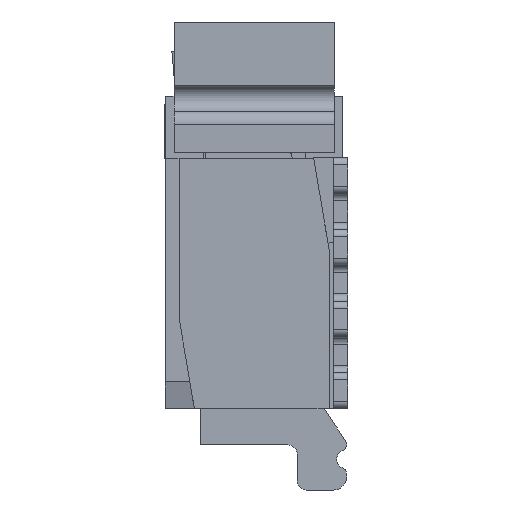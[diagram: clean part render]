
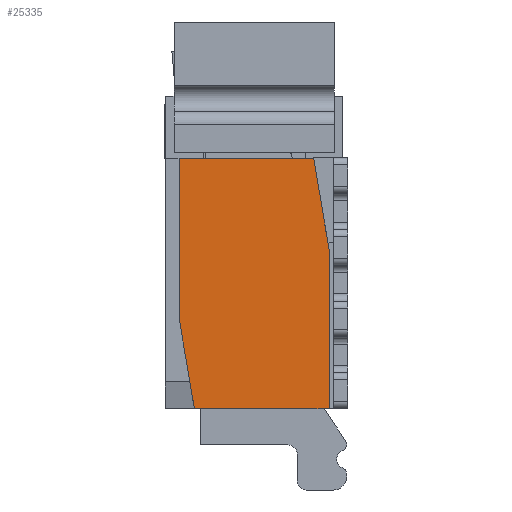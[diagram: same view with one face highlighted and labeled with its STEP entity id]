
A CAD part, left-side view. The second image highlights one B-rep face of the part: STEP entity #25335.
In plain terms, the highlighted planar face has unit normal (-1, 0, 0).
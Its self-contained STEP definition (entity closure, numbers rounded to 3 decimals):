
#132=DIRECTION('',(0.,1.,0.));
#133=VECTOR('',#132,1.885);
#134=CARTESIAN_POINT('',(-12.56,-0.835,-0.87));
#135=LINE('',#134,#133);
#9424=DIRECTION('',(0.,0.167,0.986));
#9425=VECTOR('',#9424,1.288);
#9426=CARTESIAN_POINT('',(-12.56,0.835,-4.37));
#9427=LINE('',#9426,#9425);
#9428=DIRECTION('',(0.,0.,-1.));
#9429=VECTOR('',#9428,2.23);
#9430=CARTESIAN_POINT('',(-12.56,1.05,-0.87));
#9431=LINE('',#9430,#9429);
#9432=DIRECTION('',(0.,-0.167,-0.986));
#9433=VECTOR('',#9432,1.288);
#9434=CARTESIAN_POINT('',(-12.56,-0.835,-0.87));
#9435=LINE('',#9434,#9433);
#9436=DIRECTION('',(0.,0.,-1.));
#9437=VECTOR('',#9436,2.23);
#9438=CARTESIAN_POINT('',(-12.56,-1.05,-2.14));
#9439=LINE('',#9438,#9437);
#9440=DIRECTION('',(0.,1.,0.));
#9441=VECTOR('',#9440,1.885);
#9442=CARTESIAN_POINT('',(-12.56,-1.05,-4.37));
#9443=LINE('',#9442,#9441);
#9541=CARTESIAN_POINT('',(-12.56,1.05,-0.87));
#9543=VERTEX_POINT('',#9541);
#9556=CARTESIAN_POINT('',(-12.56,-1.05,-4.37));
#9557=VERTEX_POINT('',#9556);
#10010=CARTESIAN_POINT('',(-12.56,0.835,-4.37));
#10011=CARTESIAN_POINT('',(-12.56,1.05,-3.1));
#10012=VERTEX_POINT('',#10010);
#10013=VERTEX_POINT('',#10011);
#10014=CARTESIAN_POINT('',(-12.56,-0.835,-0.87));
#10015=CARTESIAN_POINT('',(-12.56,-1.05,-2.14));
#10016=VERTEX_POINT('',#10014);
#10017=VERTEX_POINT('',#10015);
#25320=CARTESIAN_POINT('',(-12.56,-1.245,-4.37));
#25321=DIRECTION('',(-1.,0.,0.));
#25322=DIRECTION('',(0.,0.,1.));
#25323=AXIS2_PLACEMENT_3D('',#25320,#25321,#25322);
#25324=PLANE('',#25323);
#25326=ORIENTED_EDGE('',*,*,#25325,.T.);
#25328=ORIENTED_EDGE('',*,*,#25327,.F.);
#25329=ORIENTED_EDGE('',*,*,#12532,.F.);
#25330=ORIENTED_EDGE('',*,*,#25287,.T.);
#25331=ORIENTED_EDGE('',*,*,#25315,.T.);
#25332=ORIENTED_EDGE('',*,*,#12700,.T.);
#25333=EDGE_LOOP('',(#25326,#25328,#25329,#25330,#25331,#25332));
#25334=FACE_OUTER_BOUND('',#25333,.F.);
#25335=ADVANCED_FACE('',(#25334),#25324,.T.);
#12532=EDGE_CURVE('',#10016,#9543,#135,.T.);
#12700=EDGE_CURVE('',#9557,#10012,#9443,.T.);
#25287=EDGE_CURVE('',#10016,#10017,#9435,.T.);
#25315=EDGE_CURVE('',#10017,#9557,#9439,.T.);
#25325=EDGE_CURVE('',#10012,#10013,#9427,.T.);
#25327=EDGE_CURVE('',#9543,#10013,#9431,.T.);
